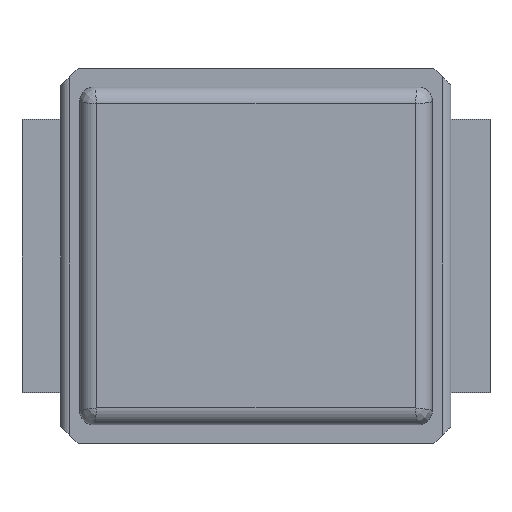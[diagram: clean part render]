
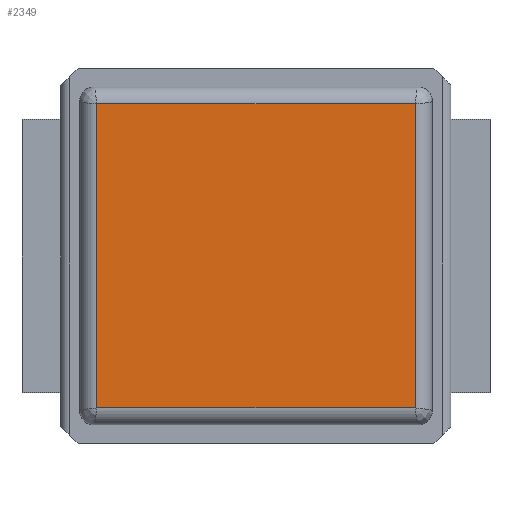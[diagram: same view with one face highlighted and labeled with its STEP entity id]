
A CAD part, top view. The second image highlights one B-rep face of the part: STEP entity #2349.
In plain terms, the highlighted planar face has unit normal (0, 0, 1).
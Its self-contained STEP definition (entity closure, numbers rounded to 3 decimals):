
#1936 = VERTEX_POINT('',#1937);
#1937 = CARTESIAN_POINT('',(1.634,1.559,0.565));
#1948 = EDGE_CURVE('',#1936,#1949,#1951,.T.);
#1949 = VERTEX_POINT('',#1950);
#1950 = CARTESIAN_POINT('',(1.634,-1.559,0.565));
#1951 = LINE('',#1952,#1953);
#1952 = CARTESIAN_POINT('',(1.634,1.587,0.565));
#1953 = VECTOR('',#1954,1.);
#1954 = DIRECTION('',(-0.,-1.,-0.));
#2046 = VERTEX_POINT('',#2047);
#2047 = CARTESIAN_POINT('',(-1.634,1.559,0.565));
#2059 = EDGE_CURVE('',#2046,#1936,#2060,.T.);
#2060 = LINE('',#2061,#2062);
#2061 = CARTESIAN_POINT('',(-1.662,1.559,0.565));
#2062 = VECTOR('',#2063,1.);
#2063 = DIRECTION('',(1.,0.,0.));
#2154 = VERTEX_POINT('',#2155);
#2155 = CARTESIAN_POINT('',(-1.634,-1.559,0.565));
#2164 = EDGE_CURVE('',#2154,#2046,#2165,.T.);
#2165 = LINE('',#2166,#2167);
#2166 = CARTESIAN_POINT('',(-1.634,-1.587,0.565));
#2167 = VECTOR('',#2168,1.);
#2168 = DIRECTION('',(0.,1.,0.));
#2262 = EDGE_CURVE('',#1949,#2154,#2263,.T.);
#2263 = LINE('',#2264,#2265);
#2264 = CARTESIAN_POINT('',(1.662,-1.559,0.565));
#2265 = VECTOR('',#2266,1.);
#2266 = DIRECTION('',(-1.,-0.,-0.));
#2349 = ADVANCED_FACE('',(#2350),#2356,.T.);
#2350 = FACE_BOUND('',#2351,.T.);
#2351 = EDGE_LOOP('',(#2352,#2353,#2354,#2355));
#2352 = ORIENTED_EDGE('',*,*,#2164,.F.);
#2353 = ORIENTED_EDGE('',*,*,#2262,.F.);
#2354 = ORIENTED_EDGE('',*,*,#1948,.F.);
#2355 = ORIENTED_EDGE('',*,*,#2059,.F.);
#2356 = PLANE('',#2357);
#2357 = AXIS2_PLACEMENT_3D('',#2358,#2359,#2360);
#2358 = CARTESIAN_POINT('',(-1.808,-1.733,0.565));
#2359 = DIRECTION('',(0.,0.,1.));
#2360 = DIRECTION('',(1.,0.,0.));
